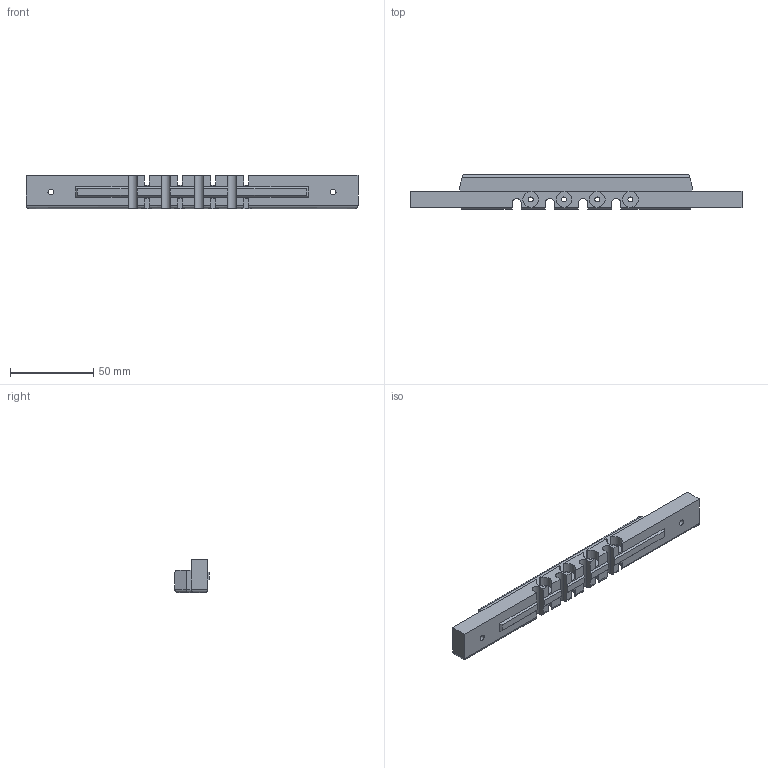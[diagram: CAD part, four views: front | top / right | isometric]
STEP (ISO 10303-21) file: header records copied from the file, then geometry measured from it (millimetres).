
FILE_DESCRIPTION(('Open CASCADE Model'),'2;1');
FILE_NAME('Open CASCADE Shape Model','2024-09-08T12:50:15',('Author'),( 'Open CASCADE'),'Open CASCADE STEP processor 7.7','Open CASCADE 7.7' ,'Unknown');
FILE_SCHEMA(('AUTOMOTIVE_DESIGN { 1 0 10303 214 1 1 1 1 }'));
Length unit declared in the file: millimetre
Products named in the file (1): Open CASCADE STEP translator 7.7 6
Bounding box: 200 x 21 x 20 mm (x, y, z)
Volume: 52471.5 mm3; surface area: 17077.8 mm2
Topology: 1 solids, 1 shells, 149 faces, 421 edges, 272 vertices
Faces by surface type: plane 98, cylinder 47, cone 4
Full cylindrical faces by diameter (mm): 3 x4, 3.5 x2, 5.9 x2
Entity records: 10921 total; most frequent: CARTESIAN_POINT 2512, DIRECTION 1581, LINE 1047, VECTOR 1047, ORIENTED_EDGE 842, PCURVE 842, DEFINITIONAL_REPRESENTATION 842, EDGE_CURVE 421
